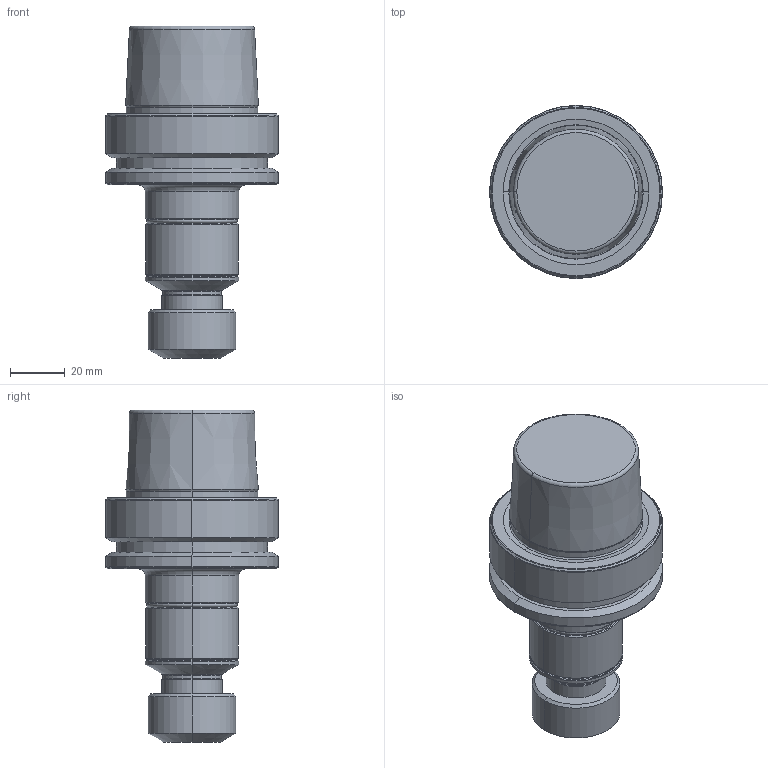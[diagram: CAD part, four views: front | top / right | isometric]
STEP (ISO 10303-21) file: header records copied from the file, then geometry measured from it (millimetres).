
FILE_DESCRIPTION (( 'STEP AP203' ), '1' );
FILE_NAME ('HSK-A 63 ER 16 089 MLC.STEP', '2019-05-16T08:46:06', ( '' ), ( '' ), 'SwSTEP 2.0', 'SolidWorks 2014', '' );
FILE_SCHEMA (( 'CONFIG_CONTROL_DESIGN' ));
Length unit declared in the file: millimetre
Products named in the file (1): HSK-A  63 ER 16 089 MLC
Bounding box: 63 x 63 x 120.9 mm (x, y, z)
Volume: 182003.3 mm3; surface area: 23772.2 mm2
Topology: 1 solids, 1 shells, 83 faces, 164 edges, 92 vertices
Faces by surface type: cone 30, cylinder 22, torus 20, plane 11
Entity records: 2211 total; most frequent: DIRECTION 444, CARTESIAN_POINT 340, ORIENTED_EDGE 328, AXIS2_PLACEMENT_3D 196, EDGE_CURVE 164, CIRCLE 112, EDGE_LOOP 92, VERTEX_POINT 92
